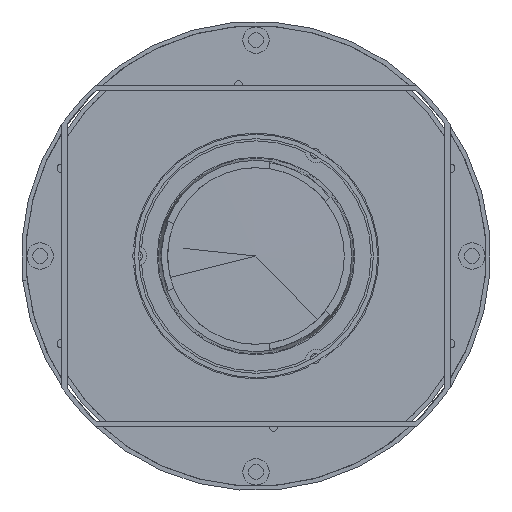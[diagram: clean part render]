
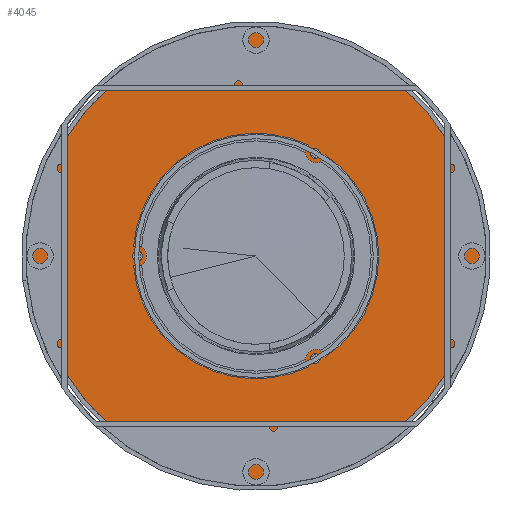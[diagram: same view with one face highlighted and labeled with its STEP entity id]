
A CAD part, front view. The second image highlights one B-rep face of the part: STEP entity #4045.
In plain terms, the highlighted face is planar.
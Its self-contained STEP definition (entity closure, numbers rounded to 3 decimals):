
#3656=CARTESIAN_POINT('',(0.,2.,0.));
#3657=DIRECTION('',(0.,1.,0.));
#3658=DIRECTION('',(0.,0.,-1.));
#3659=AXIS2_PLACEMENT_3D('',#3656,#3657,#3658);
#3674=CARTESIAN_POINT('',(0.,2.,0.));
#3675=DIRECTION('',(0.,1.,0.));
#3676=DIRECTION('',(0.997,0.,-0.08));
#3677=AXIS2_PLACEMENT_3D('',#3674,#3675,#3676);
#3679=DIRECTION('',(-0.5,0.,-0.866));
#3680=VECTOR('',#3679,2.998);
#3681=CARTESIAN_POINT('',(-22.513,2.,-47.994));
#3682=LINE('',#3681,#3680);
#3683=CARTESIAN_POINT('',(-27.5,2.,-47.631));
#3684=DIRECTION('',(0.,1.,0.));
#3685=DIRECTION('',(-0.561,0.,0.827));
#3686=AXIS2_PLACEMENT_3D('',#3683,#3684,#3685);
#3688=DIRECTION('',(0.5,0.,0.866));
#3689=VECTOR('',#3688,2.998);
#3690=CARTESIAN_POINT('',(-31.807,2.,-46.091));
#3691=LINE('',#3690,#3689);
#3692=CARTESIAN_POINT('',(0.,2.,0.));
#3693=DIRECTION('',(0.,1.,0.));
#3694=DIRECTION('',(-0.568,0.,-0.823));
#3695=AXIS2_PLACEMENT_3D('',#3692,#3693,#3694);
#3697=DIRECTION('',(-0.5,0.,0.866));
#3698=VECTOR('',#3697,2.998);
#3699=CARTESIAN_POINT('',(-30.307,2.,43.494));
#3700=LINE('',#3699,#3698);
#3701=CARTESIAN_POINT('',(-27.5,2.,47.631));
#3702=DIRECTION('',(0.,1.,0.));
#3703=DIRECTION('',(0.997,0.,0.073));
#3704=AXIS2_PLACEMENT_3D('',#3701,#3702,#3703);
#3706=DIRECTION('',(0.5,0.,-0.866));
#3707=VECTOR('',#3706,2.998);
#3708=CARTESIAN_POINT('',(-24.012,2.,50.591));
#3709=LINE('',#3708,#3707);
#3710=CARTESIAN_POINT('',(0.,2.,0.));
#3711=DIRECTION('',(0.,1.,0.));
#3712=DIRECTION('',(-0.429,0.,0.903));
#3713=AXIS2_PLACEMENT_3D('',#3710,#3711,#3712);
#3715=DIRECTION('',(1.,0.,0.));
#3716=VECTOR('',#3715,2.998);
#3717=CARTESIAN_POINT('',(52.821,2.,4.5));
#3718=LINE('',#3717,#3716);
#3719=CARTESIAN_POINT('',(55.,2.,0.));
#3720=DIRECTION('',(0.,1.,0.));
#3721=DIRECTION('',(-0.436,0.,-0.9));
#3722=AXIS2_PLACEMENT_3D('',#3719,#3720,#3721);
#3724=DIRECTION('',(-1.,0.,0.));
#3725=VECTOR('',#3724,2.998);
#3726=CARTESIAN_POINT('',(55.819,2.,-4.5));
#3727=LINE('',#3726,#3725);
#3728=CARTESIAN_POINT('',(-27.,2.,46.765));
#3729=DIRECTION('',(0.,1.,0.));
#3730=DIRECTION('',(-1.,0.,0.));
#3731=AXIS2_PLACEMENT_3D('',#3728,#3729,#3730);
#3733=CARTESIAN_POINT('',(-27.,2.,46.765));
#3734=DIRECTION('',(0.,1.,0.));
#3735=DIRECTION('',(1.,0.,0.));
#3736=AXIS2_PLACEMENT_3D('',#3733,#3734,#3735);
#3738=CARTESIAN_POINT('',(54.,2.,0.));
#3739=DIRECTION('',(0.,1.,0.));
#3740=DIRECTION('',(-1.,0.,0.));
#3741=AXIS2_PLACEMENT_3D('',#3738,#3739,#3740);
#3743=CARTESIAN_POINT('',(54.,2.,0.));
#3744=DIRECTION('',(0.,1.,0.));
#3745=DIRECTION('',(1.,0.,0.));
#3746=AXIS2_PLACEMENT_3D('',#3743,#3744,#3745);
#3748=CARTESIAN_POINT('',(-27.,2.,-46.765));
#3749=DIRECTION('',(0.,1.,0.));
#3750=DIRECTION('',(-1.,0.,0.));
#3751=AXIS2_PLACEMENT_3D('',#3748,#3749,#3750);
#3753=CARTESIAN_POINT('',(-27.,2.,-46.765));
#3754=DIRECTION('',(0.,1.,0.));
#3755=DIRECTION('',(1.,0.,0.));
#3756=AXIS2_PLACEMENT_3D('',#3753,#3754,#3755);
#3758=CARTESIAN_POINT('',(0.,2.,0.));
#3759=DIRECTION('',(0.,-1.,0.));
#3760=DIRECTION('',(0.,0.,-1.));
#3761=AXIS2_PLACEMENT_3D('',#3758,#3759,#3760);
#3841=CARTESIAN_POINT('',(0.,2.,-102.));
#3843=VERTEX_POINT('',#3841);
#3845=CARTESIAN_POINT('',(0.,2.,102.));
#3847=VERTEX_POINT('',#3845);
#3884=CARTESIAN_POINT('',(-29.25,2.,-46.765));
#3885=CARTESIAN_POINT('',(-24.75,2.,-46.765));
#3886=VERTEX_POINT('',#3884);
#3887=VERTEX_POINT('',#3885);
#3888=CARTESIAN_POINT('',(51.75,2.,0.));
#3889=CARTESIAN_POINT('',(56.25,2.,0.));
#3890=VERTEX_POINT('',#3888);
#3891=VERTEX_POINT('',#3889);
#3892=CARTESIAN_POINT('',(-29.25,2.,46.765));
#3893=CARTESIAN_POINT('',(-24.75,2.,46.765));
#3894=VERTEX_POINT('',#3892);
#3895=VERTEX_POINT('',#3893);
#3896=CARTESIAN_POINT('',(55.819,2.,-4.5));
#3897=CARTESIAN_POINT('',(-24.012,2.,-50.591));
#3898=VERTEX_POINT('',#3896);
#3899=VERTEX_POINT('',#3897);
#3900=CARTESIAN_POINT('',(52.821,2.,-4.5));
#3901=VERTEX_POINT('',#3900);
#3902=CARTESIAN_POINT('',(52.821,2.,4.5));
#3903=VERTEX_POINT('',#3902);
#3904=CARTESIAN_POINT('',(55.819,2.,4.5));
#3905=VERTEX_POINT('',#3904);
#3906=CARTESIAN_POINT('',(-24.012,2.,50.591));
#3907=VERTEX_POINT('',#3906);
#3908=CARTESIAN_POINT('',(-22.513,2.,47.994));
#3909=VERTEX_POINT('',#3908);
#3910=CARTESIAN_POINT('',(-30.307,2.,43.494));
#3911=VERTEX_POINT('',#3910);
#3912=CARTESIAN_POINT('',(-31.807,2.,46.091));
#3913=VERTEX_POINT('',#3912);
#3914=CARTESIAN_POINT('',(-31.807,2.,-46.091));
#3915=VERTEX_POINT('',#3914);
#3916=CARTESIAN_POINT('',(-30.307,2.,-43.494));
#3917=VERTEX_POINT('',#3916);
#3918=CARTESIAN_POINT('',(-22.513,2.,-47.994));
#3919=VERTEX_POINT('',#3918);
#3991=CARTESIAN_POINT('',(0.,2.,0.));
#3992=DIRECTION('',(0.,1.,0.));
#3993=DIRECTION('',(1.,0.,0.));
#3994=AXIS2_PLACEMENT_3D('',#3991,#3992,#3993);
#3995=PLANE('',#3994);
#3996=ORIENTED_EDGE('',*,*,#3981,.F.);
#3998=ORIENTED_EDGE('',*,*,#3997,.T.);
#3999=EDGE_LOOP('',(#3996,#3998));
#4000=FACE_OUTER_BOUND('',#3999,.F.);
#4002=ORIENTED_EDGE('',*,*,#4001,.T.);
#4004=ORIENTED_EDGE('',*,*,#4003,.F.);
#4006=ORIENTED_EDGE('',*,*,#4005,.F.);
#4008=ORIENTED_EDGE('',*,*,#4007,.F.);
#4010=ORIENTED_EDGE('',*,*,#4009,.T.);
#4012=ORIENTED_EDGE('',*,*,#4011,.F.);
#4014=ORIENTED_EDGE('',*,*,#4013,.F.);
#4016=ORIENTED_EDGE('',*,*,#4015,.F.);
#4018=ORIENTED_EDGE('',*,*,#4017,.T.);
#4020=ORIENTED_EDGE('',*,*,#4019,.F.);
#4022=ORIENTED_EDGE('',*,*,#4021,.F.);
#4024=ORIENTED_EDGE('',*,*,#4023,.F.);
#4025=EDGE_LOOP('',(#4002,#4004,#4006,#4008,#4010,#4012,#4014,#4016,#4018,#4020,
#4022,#4024));
#4026=FACE_BOUND('',#4025,.F.);
#4028=ORIENTED_EDGE('',*,*,#4027,.T.);
#4030=ORIENTED_EDGE('',*,*,#4029,.T.);
#4031=EDGE_LOOP('',(#4028,#4030));
#4032=FACE_BOUND('',#4031,.F.);
#4034=ORIENTED_EDGE('',*,*,#4033,.T.);
#4036=ORIENTED_EDGE('',*,*,#4035,.T.);
#4037=EDGE_LOOP('',(#4034,#4036));
#4038=FACE_BOUND('',#4037,.F.);
#4040=ORIENTED_EDGE('',*,*,#4039,.T.);
#4042=ORIENTED_EDGE('',*,*,#4041,.T.);
#4043=EDGE_LOOP('',(#4040,#4042));
#4044=FACE_BOUND('',#4043,.F.);
#3660=CIRCLE('',#3659,102.);
#3678=CIRCLE('',#3677,56.);
#3687=CIRCLE('',#3686,5.);
#3696=CIRCLE('',#3695,56.);
#3705=CIRCLE('',#3704,5.);
#3714=CIRCLE('',#3713,56.);
#3723=CIRCLE('',#3722,5.);
#3732=CIRCLE('',#3731,2.25);
#3737=CIRCLE('',#3736,2.25);
#3742=CIRCLE('',#3741,2.25);
#3747=CIRCLE('',#3746,2.25);
#3752=CIRCLE('',#3751,2.25);
#3757=CIRCLE('',#3756,2.25);
#3762=CIRCLE('',#3761,102.);
#3981=EDGE_CURVE('',#3843,#3847,#3660,.T.);
#3997=EDGE_CURVE('',#3843,#3847,#3762,.T.);
#4001=EDGE_CURVE('',#3898,#3899,#3678,.T.);
#4003=EDGE_CURVE('',#3919,#3899,#3682,.T.);
#4005=EDGE_CURVE('',#3917,#3919,#3687,.T.);
#4007=EDGE_CURVE('',#3915,#3917,#3691,.T.);
#4009=EDGE_CURVE('',#3915,#3913,#3696,.T.);
#4011=EDGE_CURVE('',#3911,#3913,#3700,.T.);
#4013=EDGE_CURVE('',#3909,#3911,#3705,.T.);
#4015=EDGE_CURVE('',#3907,#3909,#3709,.T.);
#4017=EDGE_CURVE('',#3907,#3905,#3714,.T.);
#4019=EDGE_CURVE('',#3903,#3905,#3718,.T.);
#4021=EDGE_CURVE('',#3901,#3903,#3723,.T.);
#4023=EDGE_CURVE('',#3898,#3901,#3727,.T.);
#4027=EDGE_CURVE('',#3894,#3895,#3732,.T.);
#4029=EDGE_CURVE('',#3895,#3894,#3737,.T.);
#4033=EDGE_CURVE('',#3890,#3891,#3742,.T.);
#4035=EDGE_CURVE('',#3891,#3890,#3747,.T.);
#4039=EDGE_CURVE('',#3886,#3887,#3752,.T.);
#4041=EDGE_CURVE('',#3887,#3886,#3757,.T.);
#4045=ADVANCED_FACE('',(#4000,#4026,#4032,#4038,#4044),#3995,.T.);
